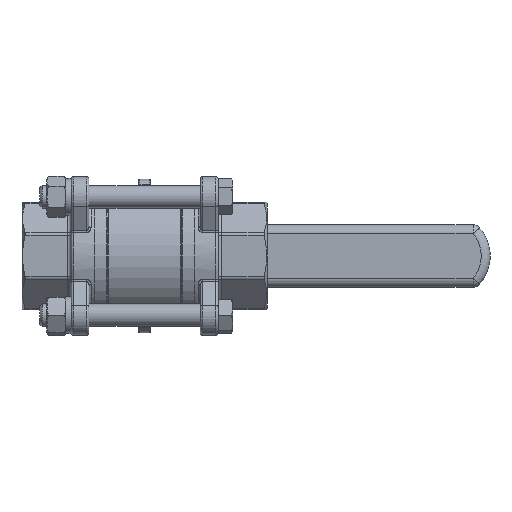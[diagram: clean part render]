
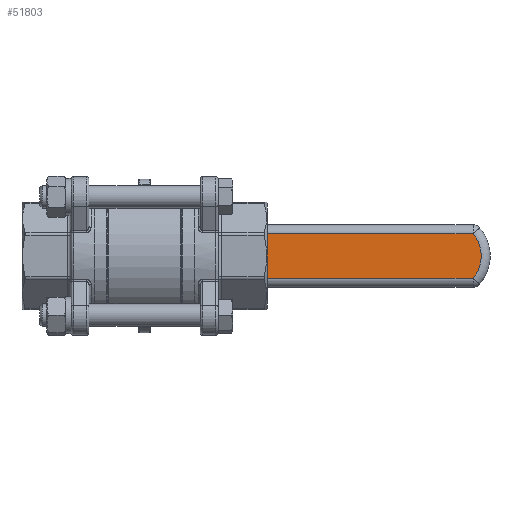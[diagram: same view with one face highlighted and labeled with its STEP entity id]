
A CAD part, front view. The second image highlights one B-rep face of the part: STEP entity #51803.
In plain terms, the highlighted planar face has unit normal (0, -1, 0).
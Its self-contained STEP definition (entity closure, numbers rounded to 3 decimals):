
#6447 = FACE_OUTER_BOUND ( 'NONE', #51804, .T. ) ;
#6462 = DIRECTION ( 'NONE',  ( -1., 0., 0. ) ) ;
#6463 = VECTOR ( 'NONE', #6462, 1000. ) ;
#6464 = CARTESIAN_POINT ( 'NONE',  ( 155., 76.45, 10.01 ) ) ;
#6465 = LINE ( 'NONE', #6464, #6463 ) ;
#6467 = CARTESIAN_POINT ( 'NONE',  ( 147.347, 76.45, 10.01 ) ) ;
#6468 = DIRECTION ( 'NONE',  ( -1., 0., 0. ) ) ;
#6469 = DIRECTION ( 'NONE',  ( 0., -1., 0. ) ) ;
#6470 = CARTESIAN_POINT ( 'NONE',  ( 135.5, 76.45, 0. ) ) ;
#6471 = AXIS2_PLACEMENT_3D ( 'NONE', #6470, #6469, #6468 ) ;
#6472 = CIRCLE ( 'NONE', #6471, 15.51 ) ;
#6473 = CARTESIAN_POINT ( 'NONE',  ( 147.347, 76.45, -10.01 ) ) ;
#6474 = DIRECTION ( 'NONE',  ( 1., 0., 0. ) ) ;
#6475 = VECTOR ( 'NONE', #6474, 1000. ) ;
#6476 = CARTESIAN_POINT ( 'NONE',  ( 149.074, 76.45, -10.01 ) ) ;
#6477 = LINE ( 'NONE', #6476, #6475 ) ;
#6478 = CARTESIAN_POINT ( 'NONE',  ( 55., 76.45, -10.01 ) ) ;
#6479 = CARTESIAN_POINT ( 'NONE',  ( 55., 76.45, 10.01 ) ) ;
#6480 = DIRECTION ( 'NONE',  ( 0., 0., -1. ) ) ;
#6481 = VECTOR ( 'NONE', #6480, 1000. ) ;
#6482 = CARTESIAN_POINT ( 'NONE',  ( 55., 76.45, 117.357 ) ) ;
#6483 = LINE ( 'NONE', #6482, #6481 ) ;
#6484 = DIRECTION ( 'NONE',  ( -1., 0., 0. ) ) ;
#6485 = DIRECTION ( 'NONE',  ( 0., 1., 0. ) ) ;
#6486 = CARTESIAN_POINT ( 'NONE',  ( 155., 76.45, 117.357 ) ) ;
#6487 = AXIS2_PLACEMENT_3D ( 'NONE', #6486, #6485, #6484 ) ;
#6488 = PLANE ( 'NONE',  #6487 ) ;
#51803 = ADVANCED_FACE ( 'NONE', ( #6447 ), #6488, .F. ) ;
#51804 = EDGE_LOOP ( 'NONE', ( #51805, #51809, #51812, #51815 ) ) ;
#51805 = ORIENTED_EDGE ( 'NONE', *, *, #51806, .T. ) ;
#51806 = EDGE_CURVE ( 'NONE', #51807, #51808, #6483, .T. ) ;
#51807 = VERTEX_POINT ( 'NONE', #6479 ) ;
#51808 = VERTEX_POINT ( 'NONE', #6478 ) ;
#51809 = ORIENTED_EDGE ( 'NONE', *, *, #51810, .T. ) ;
#51810 = EDGE_CURVE ( 'NONE', #51808, #51811, #6477, .T. ) ;
#51811 = VERTEX_POINT ( 'NONE', #6473 ) ;
#51812 = ORIENTED_EDGE ( 'NONE', *, *, #51813, .T. ) ;
#51813 = EDGE_CURVE ( 'NONE', #51811, #51814, #6472, .T. ) ;
#51814 = VERTEX_POINT ( 'NONE', #6467 ) ;
#51815 = ORIENTED_EDGE ( 'NONE', *, *, #51816, .T. ) ;
#51816 = EDGE_CURVE ( 'NONE', #51814, #51807, #6465, .T. ) ;
